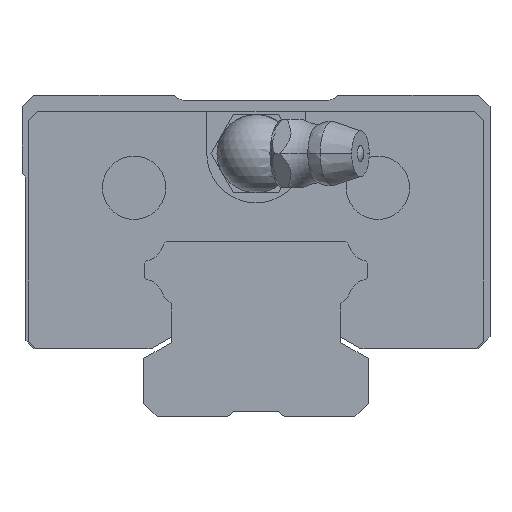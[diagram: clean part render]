
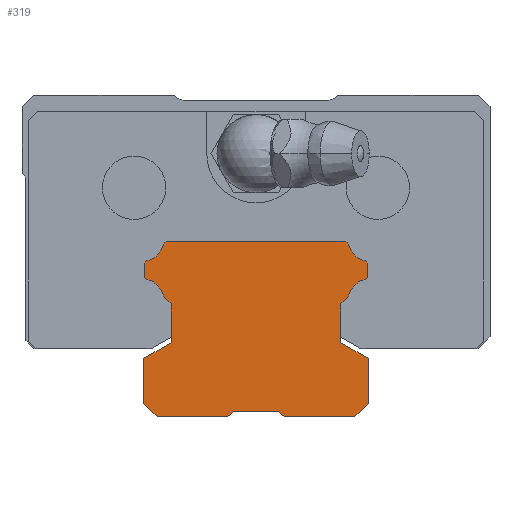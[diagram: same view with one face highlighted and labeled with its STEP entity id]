
A CAD part, front view. The second image highlights one B-rep face of the part: STEP entity #319.
In plain terms, the highlighted planar face has unit normal (0, -1, 0).
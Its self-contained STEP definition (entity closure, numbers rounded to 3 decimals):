
#319=ADVANCED_FACE('',(#680),#681,.T.);
#680=FACE_OUTER_BOUND('',#1168,.T.);
#681=PLANE('',#1169);
#1168=EDGE_LOOP('',(#2492,#2493,#2494,#2495,#2496,#2497,#2498,#2499,#2500,#2501,#2502,#2503,#2504,#2505,#2506,#2507,#2508,#2509,#2510,#2511,#2512,#2513,#2514,#2515,#2516,#2517,#2518,#2519));
#1169=AXIS2_PLACEMENT_3D('',#2520,#2521,#2522);
#2492=ORIENTED_EDGE('',*,*,#3347,.T.);
#2493=ORIENTED_EDGE('',*,*,#3348,.T.);
#2494=ORIENTED_EDGE('',*,*,#3349,.F.);
#2495=ORIENTED_EDGE('',*,*,#3350,.T.);
#2496=ORIENTED_EDGE('',*,*,#3351,.T.);
#2497=ORIENTED_EDGE('',*,*,#3342,.T.);
#2498=ORIENTED_EDGE('',*,*,#3352,.F.);
#2499=ORIENTED_EDGE('',*,*,#3353,.T.);
#2500=ORIENTED_EDGE('',*,*,#3354,.T.);
#2501=ORIENTED_EDGE('',*,*,#3327,.T.);
#2502=ORIENTED_EDGE('',*,*,#3355,.F.);
#2503=ORIENTED_EDGE('',*,*,#3356,.F.);
#2504=ORIENTED_EDGE('',*,*,#3357,.T.);
#2505=ORIENTED_EDGE('',*,*,#3358,.F.);
#2506=ORIENTED_EDGE('',*,*,#3359,.F.);
#2507=ORIENTED_EDGE('',*,*,#3360,.F.);
#2508=ORIENTED_EDGE('',*,*,#3361,.F.);
#2509=ORIENTED_EDGE('',*,*,#3362,.F.);
#2510=ORIENTED_EDGE('',*,*,#3363,.T.);
#2511=ORIENTED_EDGE('',*,*,#3364,.F.);
#2512=ORIENTED_EDGE('',*,*,#3365,.T.);
#2513=ORIENTED_EDGE('',*,*,#3366,.F.);
#2514=ORIENTED_EDGE('',*,*,#3367,.F.);
#2515=ORIENTED_EDGE('',*,*,#3368,.F.);
#2516=ORIENTED_EDGE('',*,*,#3369,.F.);
#2517=ORIENTED_EDGE('',*,*,#3370,.T.);
#2518=ORIENTED_EDGE('',*,*,#3371,.T.);
#2519=ORIENTED_EDGE('',*,*,#3372,.F.);
#2520=CARTESIAN_POINT('',(-11.656,-110.0,17.556));
#2521=DIRECTION('',(0.0,-1.0,0.0));
#2522=DIRECTION('',(0.0,0.0,-1.0));
#3327=EDGE_CURVE('',#4131,#4129,#4132,.T.);
#3342=EDGE_CURVE('',#4154,#4152,#4155,.T.);
#3347=EDGE_CURVE('',#4163,#4164,#4165,.T.);
#3348=EDGE_CURVE('',#4164,#4166,#4167,.T.);
#3349=EDGE_CURVE('',#4168,#4166,#4169,.T.);
#3350=EDGE_CURVE('',#4168,#4170,#4171,.T.);
#3351=EDGE_CURVE('',#4170,#4154,#4172,.T.);
#3352=EDGE_CURVE('',#4173,#4152,#4174,.T.);
#3353=EDGE_CURVE('',#4173,#4175,#4176,.T.);
#3354=EDGE_CURVE('',#4175,#4131,#4177,.T.);
#3355=EDGE_CURVE('',#4178,#4129,#4179,.T.);
#3356=EDGE_CURVE('',#4180,#4178,#4181,.T.);
#3357=EDGE_CURVE('',#4180,#4182,#4183,.T.);
#3358=EDGE_CURVE('',#4184,#4182,#4185,.T.);
#3359=EDGE_CURVE('',#4186,#4184,#4187,.T.);
#3360=EDGE_CURVE('',#4188,#4186,#4189,.T.);
#3361=EDGE_CURVE('',#4190,#4188,#4191,.T.);
#3362=EDGE_CURVE('',#4192,#4190,#4193,.T.);
#3363=EDGE_CURVE('',#4192,#4194,#4195,.T.);
#3364=EDGE_CURVE('',#4196,#4194,#4197,.T.);
#3365=EDGE_CURVE('',#4196,#4198,#4199,.T.);
#3366=EDGE_CURVE('',#4200,#4198,#4201,.T.);
#3367=EDGE_CURVE('',#4202,#4200,#4203,.T.);
#3368=EDGE_CURVE('',#4204,#4202,#4205,.T.);
#3369=EDGE_CURVE('',#4206,#4204,#4207,.T.);
#3370=EDGE_CURVE('',#4206,#4208,#4209,.T.);
#3371=EDGE_CURVE('',#4208,#4210,#4211,.T.);
#3372=EDGE_CURVE('',#4163,#4210,#4212,.T.);
#4129=VERTEX_POINT('',#5417);
#4131=VERTEX_POINT('',#5420);
#4132=LINE('',#5421,#5422);
#4152=VERTEX_POINT('',#5449);
#4154=VERTEX_POINT('',#5452);
#4155=LINE('',#5453,#5454);
#4163=VERTEX_POINT('',#5465);
#4164=VERTEX_POINT('',#5466);
#4165=LINE('',#5467,#5468);
#4166=VERTEX_POINT('',#5469);
#4167=LINE('',#5470,#5471);
#4168=VERTEX_POINT('',#5472);
#4169=LINE('',#5473,#5474);
#4170=VERTEX_POINT('',#5475);
#4171=LINE('',#5476,#5477);
#4172=LINE('',#5478,#5479);
#4173=VERTEX_POINT('',#5480);
#4174=LINE('',#5481,#5482);
#4175=VERTEX_POINT('',#5483);
#4176=LINE('',#5484,#5485);
#4177=LINE('',#5486,#5487);
#4178=VERTEX_POINT('',#5488);
#4179=LINE('',#5489,#5490);
#4180=VERTEX_POINT('',#5491);
#4181=LINE('',#5492,#5493);
#4182=VERTEX_POINT('',#5494);
#4183=LINE('',#5495,#5496);
#4184=VERTEX_POINT('',#5497);
#4185=LINE('',#5498,#5499);
#4186=VERTEX_POINT('',#5500);
#4187=LINE('',#5501,#5502);
#4188=VERTEX_POINT('',#5503);
#4189=CIRCLE('',#5504,2.2);
#4190=VERTEX_POINT('',#5505);
#4191=LINE('',#5506,#5507);
#4192=VERTEX_POINT('',#5508);
#4193=LINE('',#5509,#5510);
#4194=VERTEX_POINT('',#5511);
#4195=LINE('',#5512,#5513);
#4196=VERTEX_POINT('',#5514);
#4197=CIRCLE('',#5515,2.2);
#4198=VERTEX_POINT('',#5516);
#4199=LINE('',#5517,#5518);
#4200=VERTEX_POINT('',#5519);
#4201=LINE('',#5520,#5521);
#4202=VERTEX_POINT('',#5522);
#4203=LINE('',#5523,#5524);
#4204=VERTEX_POINT('',#5525);
#4205=CIRCLE('',#5526,2.2);
#4206=VERTEX_POINT('',#5527);
#4207=LINE('',#5528,#5529);
#4208=VERTEX_POINT('',#5530);
#4209=LINE('',#5531,#5532);
#4210=VERTEX_POINT('',#5533);
#4211=LINE('',#5534,#5535);
#4212=CIRCLE('',#5536,2.2);
#5417=CARTESIAN_POINT('',(10.15,-110.0,-0.6));
#5420=CARTESIAN_POINT('',(2.9,-110.0,-0.6));
#5421=CARTESIAN_POINT('',(2.9,-110.0,-0.6));
#5422=VECTOR('',#6336,1000.0);
#5449=CARTESIAN_POINT('',(-2.9,-110.0,-0.6));
#5452=CARTESIAN_POINT('',(-10.15,-110.0,-0.6));
#5453=CARTESIAN_POINT('',(-10.15,-110.0,-0.6));
#5454=VECTOR('',#6363,1000.0);
#5465=CARTESIAN_POINT('',(-9.503,-110.0,11.794));
#5466=CARTESIAN_POINT('',(-8.7,-110.0,10.991));
#5467=CARTESIAN_POINT('',(-9.503,-110.0,11.794));
#5468=VECTOR('',#6370,1000.0);
#5469=CARTESIAN_POINT('',(-8.7,-110.0,7.017));
#5470=CARTESIAN_POINT('',(-8.7,-110.0,7.594));
#5471=VECTOR('',#6371,1000.0);
#5472=CARTESIAN_POINT('',(-11.5,-110.0,5.4));
#5473=CARTESIAN_POINT('',(-11.5,-110.0,5.4));
#5474=VECTOR('',#6372,1000.0);
#5475=CARTESIAN_POINT('',(-11.5,-110.0,0.75));
#5476=CARTESIAN_POINT('',(-11.5,-110.0,5.4));
#5477=VECTOR('',#6373,1000.0);
#5478=CARTESIAN_POINT('',(-11.5,-110.0,0.75));
#5479=VECTOR('',#6374,1000.0);
#5480=CARTESIAN_POINT('',(-2.3,-110.0,0.0));
#5481=CARTESIAN_POINT('',(-2.3,-110.0,0.0));
#5482=VECTOR('',#6375,1000.0);
#5483=CARTESIAN_POINT('',(2.3,-110.0,0.0));
#5484=CARTESIAN_POINT('',(-2.3,-110.0,0.0));
#5485=VECTOR('',#6376,1000.0);
#5486=CARTESIAN_POINT('',(2.3,-110.0,0.0));
#5487=VECTOR('',#6377,1000.0);
#5488=CARTESIAN_POINT('',(11.5,-110.0,0.75));
#5489=CARTESIAN_POINT('',(11.5,-110.0,0.75));
#5490=VECTOR('',#6378,1000.0);
#5491=CARTESIAN_POINT('',(11.5,-110.0,5.4));
#5492=CARTESIAN_POINT('',(11.5,-110.0,5.4));
#5493=VECTOR('',#6379,1000.0);
#5494=CARTESIAN_POINT('',(8.7,-110.0,7.017));
#5495=CARTESIAN_POINT('',(11.5,-110.0,5.4));
#5496=VECTOR('',#6380,1000.0);
#5497=CARTESIAN_POINT('',(8.7,-110.0,10.991));
#5498=CARTESIAN_POINT('',(8.7,-110.0,7.594));
#5499=VECTOR('',#6381,1000.0);
#5500=CARTESIAN_POINT('',(9.503,-110.0,11.794));
#5501=CARTESIAN_POINT('',(9.503,-110.0,11.794));
#5502=VECTOR('',#6382,1000.0);
#5503=CARTESIAN_POINT('',(11.206,-110.0,13.497));
#5504=AXIS2_PLACEMENT_3D('',#6383,#6384,#6385);
#5505=CARTESIAN_POINT('',(11.43,-110.0,13.721));
#5506=CARTESIAN_POINT('',(11.43,-110.0,13.721));
#5507=VECTOR('',#6386,1000.0);
#5508=CARTESIAN_POINT('',(11.43,-110.0,15.179));
#5509=CARTESIAN_POINT('',(11.43,-110.0,15.179));
#5510=VECTOR('',#6387,1000.0);
#5511=CARTESIAN_POINT('',(11.206,-110.0,15.403));
#5512=CARTESIAN_POINT('',(11.43,-110.0,15.179));
#5513=VECTOR('',#6388,1000.0);
#5514=CARTESIAN_POINT('',(9.503,-110.0,17.106));
#5515=AXIS2_PLACEMENT_3D('',#6389,#6390,#6391);
#5516=CARTESIAN_POINT('',(9.209,-110.0,17.4));
#5517=CARTESIAN_POINT('',(9.503,-110.0,17.106));
#5518=VECTOR('',#6392,1000.0);
#5519=CARTESIAN_POINT('',(-9.209,-110.0,17.4));
#5520=CARTESIAN_POINT('',(-11.656,-110.0,17.4));
#5521=VECTOR('',#6393,1000.0);
#5522=CARTESIAN_POINT('',(-9.503,-110.0,17.106));
#5523=CARTESIAN_POINT('',(-9.503,-110.0,17.106));
#5524=VECTOR('',#6394,1000.0);
#5525=CARTESIAN_POINT('',(-11.206,-110.0,15.403));
#5526=AXIS2_PLACEMENT_3D('',#6395,#6396,#6397);
#5527=CARTESIAN_POINT('',(-11.43,-110.0,15.179));
#5528=CARTESIAN_POINT('',(-11.43,-110.0,15.179));
#5529=VECTOR('',#6398,1000.0);
#5530=CARTESIAN_POINT('',(-11.43,-110.0,13.721));
#5531=CARTESIAN_POINT('',(-11.43,-110.0,15.179));
#5532=VECTOR('',#6399,1000.0);
#5533=CARTESIAN_POINT('',(-11.206,-110.0,13.497));
#5534=CARTESIAN_POINT('',(-11.43,-110.0,13.721));
#5535=VECTOR('',#6400,1000.0);
#5536=AXIS2_PLACEMENT_3D('',#6401,#6402,#6403);
#6336=DIRECTION('',(1.0,0.0,0.0));
#6363=DIRECTION('',(1.0,0.0,0.0));
#6370=DIRECTION('',(0.707,0.0,-0.707));
#6371=DIRECTION('',(0.0,0.0,-1.0));
#6372=DIRECTION('',(0.866,0.0,0.5));
#6373=DIRECTION('',(0.0,0.0,-1.0));
#6374=DIRECTION('',(0.707,0.0,-0.707));
#6375=DIRECTION('',(-0.707,0.0,-0.707));
#6376=DIRECTION('',(1.0,0.0,0.0));
#6377=DIRECTION('',(0.707,0.0,-0.707));
#6378=DIRECTION('',(-0.707,0.0,-0.707));
#6379=DIRECTION('',(0.0,0.0,-1.0));
#6380=DIRECTION('',(-0.866,0.0,0.5));
#6381=DIRECTION('',(0.0,0.0,-1.0));
#6382=DIRECTION('',(-0.707,0.0,-0.707));
#6383=CARTESIAN_POINT('',(11.656,-110.0,11.344));
#6384=DIRECTION('',(0.0,-1.0,0.0));
#6385=DIRECTION('',(1.0,0.0,0.0));
#6386=DIRECTION('',(-0.707,0.0,-0.707));
#6387=DIRECTION('',(0.0,0.0,-1.0));
#6388=DIRECTION('',(-0.707,0.0,0.707));
#6389=CARTESIAN_POINT('',(11.656,-110.0,17.556));
#6390=DIRECTION('',(0.0,-1.0,0.0));
#6391=DIRECTION('',(1.0,0.0,0.0));
#6392=DIRECTION('',(-0.707,0.0,0.707));
#6393=DIRECTION('',(1.0,0.0,0.0));
#6394=DIRECTION('',(0.707,0.0,0.707));
#6395=CARTESIAN_POINT('',(-11.656,-110.0,17.556));
#6396=DIRECTION('',(0.0,-1.0,0.0));
#6397=DIRECTION('',(1.0,0.0,0.0));
#6398=DIRECTION('',(0.707,0.0,0.707));
#6399=DIRECTION('',(0.0,0.0,-1.0));
#6400=DIRECTION('',(0.707,0.0,-0.707));
#6401=CARTESIAN_POINT('',(-11.656,-110.0,11.344));
#6402=DIRECTION('',(0.0,-1.0,0.0));
#6403=DIRECTION('',(1.0,0.0,0.0));
